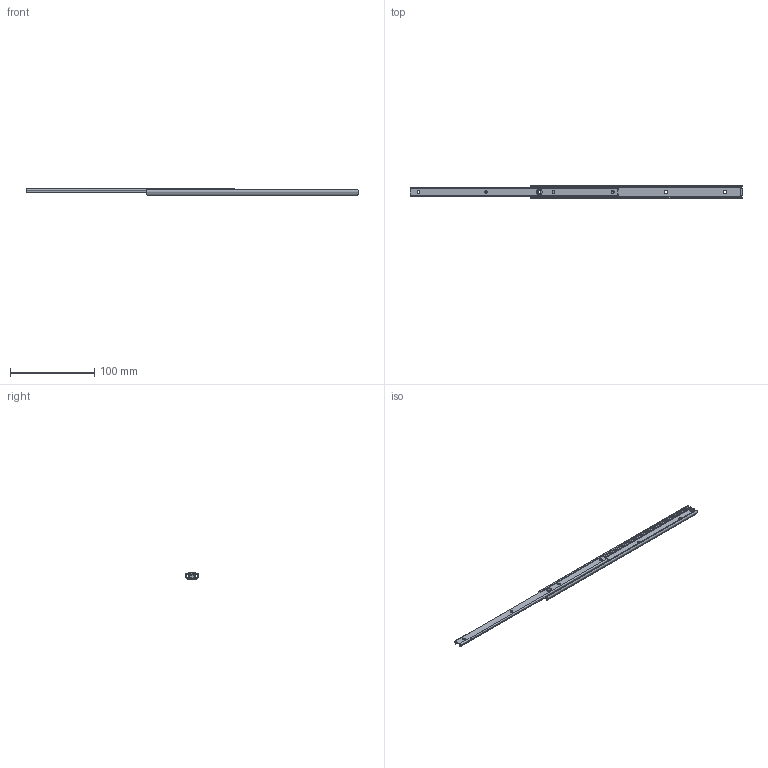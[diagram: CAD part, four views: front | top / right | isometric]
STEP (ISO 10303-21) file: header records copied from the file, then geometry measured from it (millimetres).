
FILE_DESCRIPTION (( 'STEP AP203' ), '1' );
FILE_NAME ('U1621-250.STEP', '2020-06-05T04:35:07', ( '' ), ( '' ), 'SwSTEP 2.0', 'SolidWorks 2019', '' );
FILE_SCHEMA (( 'CONFIG_CONTROL_DESIGN' ));
Length unit declared in the file: millimetre
Products named in the file (3): U1621-250; U1621-250 OM; U1621-250 IM
Assembly tree (2 placements, depth 2):
  U1621-250
    U1621-250 OM
    U1621-250 IM
Bounding box: 393.1 x 16 x 7.5 mm (x, y, z)
Volume: 11182.8 mm3; surface area: 21346.2 mm2
Topology: 2 solids, 2 shells, 232 faces, 654 edges, 430 vertices
Faces by surface type: cylinder 125, plane 79, torus 16, bspline 12
Entity records: 11739 total; most frequent: CARTESIAN_POINT 5751, ORIENTED_EDGE 1308, DIRECTION 1094, EDGE_CURVE 654, VERTEX_POINT 430, AXIS2_PLACEMENT_3D 405, VECTOR 284, LINE 284
